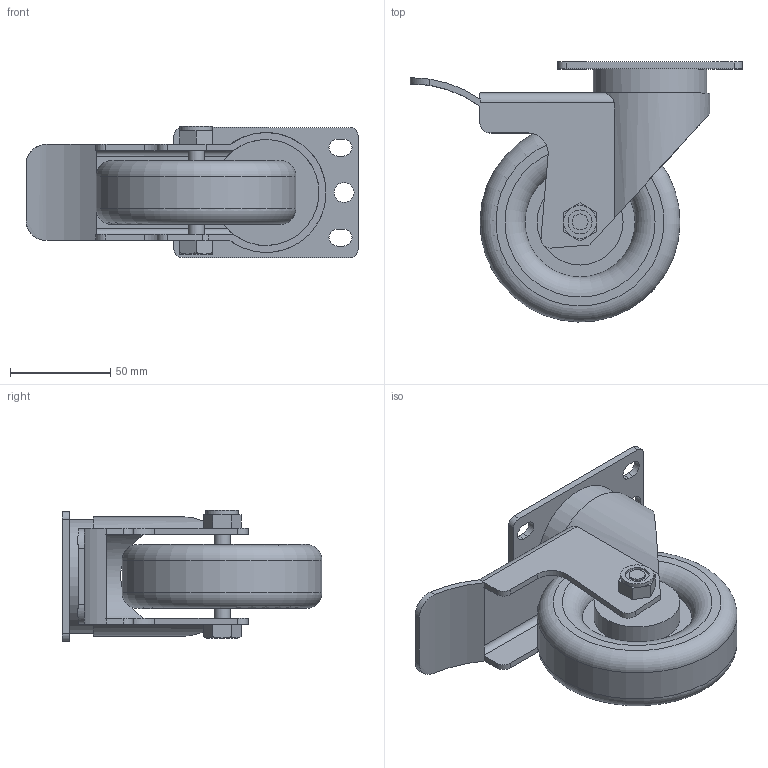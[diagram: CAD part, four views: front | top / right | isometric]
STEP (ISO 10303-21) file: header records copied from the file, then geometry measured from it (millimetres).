
FILE_DESCRIPTION((''),'2;1');
FILE_NAME('86409.stp','2016-11-08T12:11:37',('Konstruktor II'),(''),'Autodesk Inventor 2013','Autodesk Inventor 2013','');
FILE_SCHEMA(('AUTOMOTIVE_DESIGN { 1 0 10303 214 1 1 1 1 }'));
Length unit declared in the file: millimetre
Products named in the file (1): 86409
Bounding box: 166 x 129.99 x 65.5 mm (x, y, z)
Volume: 316755.7 mm3; surface area: 75496.9 mm2
Topology: 1 solids, 1 shells, 112 faces, 289 edges, 191 vertices
Faces by surface type: plane 65, cylinder 42, torus 4, cone 1
Full cylindrical faces by diameter (mm): 8 x3, 10 x2, 12 x1, 16.454 x1, 43 x2, 53 x1, 57 x1, 100 x1
Entity records: 3428 total; most frequent: CARTESIAN_POINT 662, DIRECTION 569, ORIENTED_EDGE 532, EDGE_CURVE 266, AXIS2_PLACEMENT_3D 206, VERTEX_POINT 185, VECTOR 157, LINE 157
